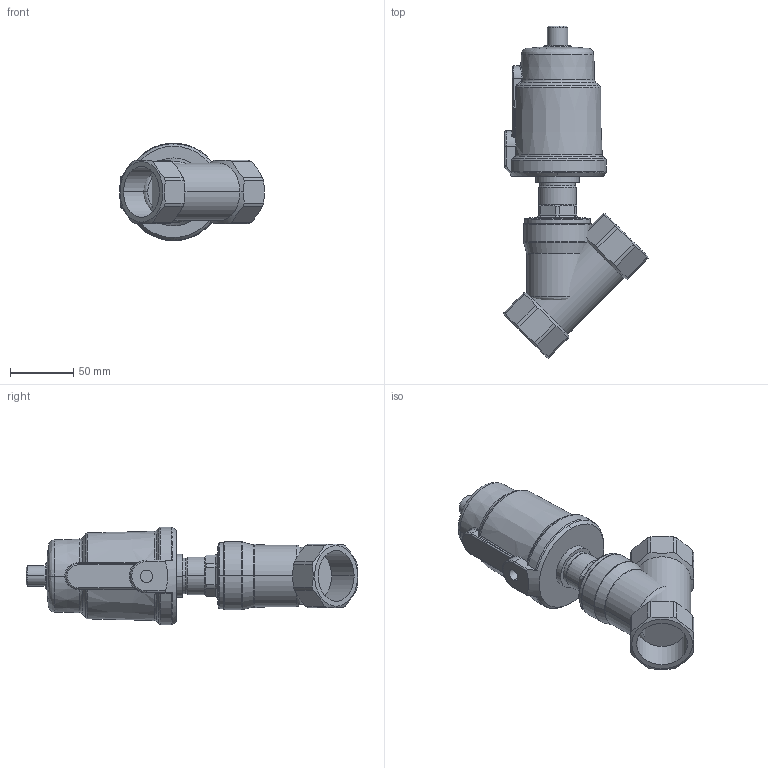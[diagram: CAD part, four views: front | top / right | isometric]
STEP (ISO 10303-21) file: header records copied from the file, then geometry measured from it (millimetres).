
FILE_DESCRIPTION (( 'STEP AP214' ), '1' );
FILE_NAME ('700 DN32 63mm.STEP', '2018-06-15T12:21:08', ( '' ), ( '' ), 'SwSTEP 2.0', 'SolidWorks 2015', '' );
FILE_SCHEMA (( 'AUTOMOTIVE_DESIGN' ));
Length unit declared in the file: millimetre
Products named in the file (4): ENG-024652; ENG-024651; ENG-024650; 700 DN32 63mm
Assembly tree (3 placements, depth 2):
  700 DN32 63mm
    ENG-024650
    ENG-024651
    ENG-024652
Bounding box: 114.04 x 261.68 x 76.88 mm (x, y, z)
Volume: 661352.9 mm3; surface area: 81066.6 mm2
Topology: 4 solids, 4 shells, 196 faces, 462 edges, 280 vertices
Faces by surface type: cylinder 67, bspline 53, plane 43, cone 33
Entity records: 9943 total; most frequent: CARTESIAN_POINT 3428, ORIENTED_EDGE 922, DIRECTION 843, EDGE_CURVE 461, AXIS2_PLACEMENT_3D 351, VERTEX_POINT 280, UNCERTAINTY_MEASURE_WITH_UNIT 207, STYLED_ITEM 203
